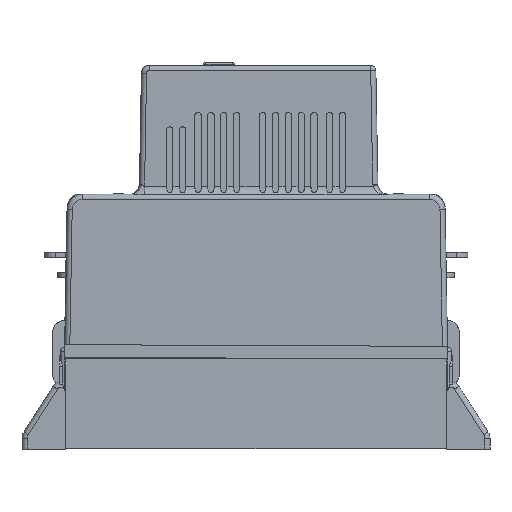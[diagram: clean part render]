
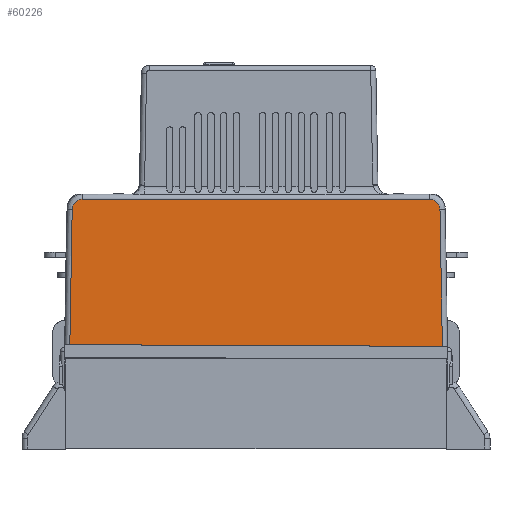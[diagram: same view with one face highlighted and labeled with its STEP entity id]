
A CAD part, left-side view. The second image highlights one B-rep face of the part: STEP entity #60226.
In plain terms, the highlighted planar face has unit normal (-1, 0, 0.018).
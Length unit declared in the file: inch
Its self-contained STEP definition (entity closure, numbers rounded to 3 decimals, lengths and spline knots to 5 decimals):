
#225 = CARTESIAN_POINT ( 'NONE',  ( -1.39436, 2.82274, -2.18074 ) ) ;
#1093 = CARTESIAN_POINT ( 'NONE',  ( -1.39201, -2.64416, -2.04587 ) ) ;
#1431 = CARTESIAN_POINT ( 'NONE',  ( -1.39296, 2.78522, -2.10064 ) ) ;
#2450 = CARTESIAN_POINT ( 'NONE',  ( -1.39246, -2.73061, -2.07172 ) ) ;
#6459 = DIRECTION ( 'NONE',  ( 0., 1., 0.004 ) ) ;
#7819 = CARTESIAN_POINT ( 'NONE',  ( -1.3925, 2.75547, -2.07389 ) ) ;
#8109 = CARTESIAN_POINT ( 'NONE',  ( -1.3921, 2.70672, -2.05117 ) ) ;
#8413 = CARTESIAN_POINT ( 'NONE',  ( -1.39319, 2.79494, -2.11346 ) ) ;
#8720 = CARTESIAN_POINT ( 'NONE',  ( -1.39321, 2.79574, -2.11462 ) ) ;
#8813 = B_SPLINE_CURVE_WITH_KNOTS ( 'NONE', 3,
 ( #52667, #31050, #10089, #82244, #89557, #16147, #67011, #60007, #23461, #16783, #60627, #30746, #9140, #16451, #67327, #23771, #74644, #67634, #81938, #2450, #89244, #45971, #33575, #40558, #18981, #47231, #84427, #47865, #76505, #83165 ),
 .UNSPECIFIED., .F., .F.,
 ( 4, 1, 1, 1, 2, 2, 2, 2, 2, 1, 1, 2, 2, 1, 1, 1, 2, 2, 4 ),
 ( 0., 0.125, 0.1875, 0.21875, 0.23438, 0.25, 0.375, 0.4375, 0.5, 0.5625, 0.59375, 0.60937, 0.625, 0.6875, 0.71875, 0.73437, 0.74219, 0.75, 1. ),
 .UNSPECIFIED. ) ;
#9140 = CARTESIAN_POINT ( 'NONE',  ( -1.39293, -2.76203, -2.09877 ) ) ;
#9918 = ORIENTED_EDGE ( 'NONE', *, *, #75426, .F. ) ;
#10062 = EDGE_CURVE ( 'NONE', #87054, #27869, #64334, .T. ) ;
#10089 = CARTESIAN_POINT ( 'NONE',  ( -1.39428, -2.79983, -2.17615 ) ) ;
#10609 = CARTESIAN_POINT ( 'NONE',  ( -1.43494, 2.86332, -4.50534 ) ) ;
#10948 = ORIENTED_EDGE ( 'NONE', *, *, #10062, .F. ) ;
#11150 = EDGE_CURVE ( 'NONE', #58176, #75894, #62025, .T. ) ;
#11242 = CARTESIAN_POINT ( 'NONE',  ( -1.43082, 2.8592, -4.26969 ) ) ;
#11359 = AXIS2_PLACEMENT_3D ( 'NONE', #75162, #82460, #38901 ) ;
#15112 = CARTESIAN_POINT ( 'NONE',  ( -1.3937, 2.81102, -2.14282 ) ) ;
#16035 = CARTESIAN_POINT ( 'NONE',  ( -1.39203, 2.69011, -2.04722 ) ) ;
#16147 = CARTESIAN_POINT ( 'NONE',  ( -1.39379, -2.79159, -2.148 ) ) ;
#16451 = CARTESIAN_POINT ( 'NONE',  ( -1.39286, -2.75834, -2.09476 ) ) ;
#16783 = CARTESIAN_POINT ( 'NONE',  ( -1.39338, -2.78092, -2.12456 ) ) ;
#18981 = CARTESIAN_POINT ( 'NONE',  ( -1.39221, -2.70402, -2.05769 ) ) ;
#22312 = CARTESIAN_POINT ( 'NONE',  ( -1.39471, -2.80161, -2.2006 ) ) ;
#22423 = CARTESIAN_POINT ( 'NONE',  ( -1.39403, 2.8188, -2.16167 ) ) ;
#22979 = DIRECTION ( 'NONE',  ( 0.017, 0.017, 1. ) ) ;
#23461 = CARTESIAN_POINT ( 'NONE',  ( -1.39354, -2.78581, -2.13374 ) ) ;
#23771 = CARTESIAN_POINT ( 'NONE',  ( -1.39264, -2.74477, -2.08198 ) ) ;
#27869 = VERTEX_POINT ( 'NONE', #11242 ) ;
#30013 = CARTESIAN_POINT ( 'NONE',  ( -1.39367, 2.81022, -2.14095 ) ) ;
#30625 = CARTESIAN_POINT ( 'NONE',  ( -1.39226, 2.73276, -2.06051 ) ) ;
#30740 = EDGE_CURVE ( 'NONE', #87054, #79340, #94131, .T. ) ;
#30746 = CARTESIAN_POINT ( 'NONE',  ( -1.39307, -2.76884, -2.107 ) ) ;
#31050 = CARTESIAN_POINT ( 'NONE',  ( -1.39454, -2.80144, -2.19071 ) ) ;
#31823 = CARTESIAN_POINT ( 'NONE',  ( -1.39201, 2.66563, -2.04587 ) ) ;
#31893 = DIRECTION ( 'NONE',  ( 0.017, -0.017, 1. ) ) ;
#32530 = ORIENTED_EDGE ( 'NONE', *, *, #67489, .T. ) ;
#33575 = CARTESIAN_POINT ( 'NONE',  ( -1.39226, -2.71008, -2.06029 ) ) ;
#35419 = CARTESIAN_POINT ( 'NONE',  ( -1.43126, -2.83817, -4.29474 ) ) ;
#36708 = CARTESIAN_POINT ( 'NONE',  ( -1.39364, 2.80943, -2.13914 ) ) ;
#37032 = CARTESIAN_POINT ( 'NONE',  ( -1.39214, 2.71491, -2.05374 ) ) ;
#37689 = DIRECTION ( 'NONE',  ( 0., 1., 0. ) ) ;
#38901 = DIRECTION ( 'NONE',  ( -0.017, 0.004, -1. ) ) ;
#40373 = VECTOR ( 'NONE', #6459, 39.37008 ) ;
#40558 = CARTESIAN_POINT ( 'NONE',  ( -1.39223, -2.70585, -2.05845 ) ) ;
#41884 = VECTOR ( 'NONE', #22979, 39.37008 ) ;
#42651 = CARTESIAN_POINT ( 'NONE',  ( -1.43126, -2.83817, -4.29474 ) ) ;
#42770 = ORIENTED_EDGE ( 'NONE', *, *, #30740, .T. ) ;
#43695 = CARTESIAN_POINT ( 'NONE',  ( -1.39369, 2.81074, -2.14217 ) ) ;
#44015 = CARTESIAN_POINT ( 'NONE',  ( -1.39255, 2.75979, -2.077 ) ) ;
#44323 = CARTESIAN_POINT ( 'NONE',  ( -1.39201, 2.67552, -2.04587 ) ) ;
#44940 = CARTESIAN_POINT ( 'NONE',  ( -1.39315, 2.79339, -2.11126 ) ) ;
#45843 = ORIENTED_EDGE ( 'NONE', *, *, #11150, .T. ) ;
#45971 = CARTESIAN_POINT ( 'NONE',  ( -1.39233, -2.71835, -2.06427 ) ) ;
#47231 = CARTESIAN_POINT ( 'NONE',  ( -1.39221, -2.7028, -2.05719 ) ) ;
#47865 = CARTESIAN_POINT ( 'NONE',  ( -1.39207, -2.68316, -2.04948 ) ) ;
#50519 = CARTESIAN_POINT ( 'NONE',  ( -1.39471, 2.82309, -2.2006 ) ) ;
#51017 = CARTESIAN_POINT ( 'NONE',  ( -1.39471, 2.82309, -2.2006 ) ) ;
#52242 = CARTESIAN_POINT ( 'NONE',  ( -1.39286, 2.77981, -2.09476 ) ) ;
#52667 = CARTESIAN_POINT ( 'NONE',  ( -1.39471, -2.80161, -2.2006 ) ) ;
#54005 = FACE_OUTER_BOUND ( 'NONE', #54641, .T. ) ;
#54641 = EDGE_LOOP ( 'NONE', ( #32530, #9918, #10948, #42770, #60342, #45843 ) ) ;
#58176 = VERTEX_POINT ( 'NONE', #1093 ) ;
#58347 = CARTESIAN_POINT ( 'NONE',  ( -1.39342, 2.8034, -2.12674 ) ) ;
#58661 = CARTESIAN_POINT ( 'NONE',  ( -1.39267, 2.76813, -2.08368 ) ) ;
#59772 = VECTOR ( 'NONE', #31893, 39.37008 ) ;
#60007 = CARTESIAN_POINT ( 'NONE',  ( -1.39373, -2.79027, -2.1446 ) ) ;
#60226 = ADVANCED_FACE ( 'NONE', ( #54005 ), #67862, .T. ) ;
#60342 = ORIENTED_EDGE ( 'NONE', *, *, #74895, .T. ) ;
#60627 = CARTESIAN_POINT ( 'NONE',  ( -1.39315, -2.77203, -2.11127 ) ) ;
#62025 = LINE ( 'NONE', #67568, #93835 ) ;
#64334 = LINE ( 'NONE', #42651, #40373 ) ;
#65968 = CARTESIAN_POINT ( 'NONE',  ( -1.39201, 2.66563, -2.04587 ) ) ;
#66282 = CARTESIAN_POINT ( 'NONE',  ( -1.39217, 2.7184, -2.05497 ) ) ;
#66896 = CARTESIAN_POINT ( 'NONE',  ( -1.39309, 2.79101, -2.108 ) ) ;
#67011 = CARTESIAN_POINT ( 'NONE',  ( -1.39375, -2.79071, -2.14569 ) ) ;
#67327 = CARTESIAN_POINT ( 'NONE',  ( -1.39273, -2.75074, -2.08729 ) ) ;
#67454 = CARTESIAN_POINT ( 'NONE',  ( -1.43126, -2.83817, -4.29474 ) ) ;
#67489 = EDGE_CURVE ( 'NONE', #75894, #76198, #78607, .T. ) ;
#67568 = CARTESIAN_POINT ( 'NONE',  ( -1.39201, -2.64416, -2.04587 ) ) ;
#67634 = CARTESIAN_POINT ( 'NONE',  ( -1.3925, -2.734, -2.07401 ) ) ;
#67862 = PLANE ( 'NONE',  #11359 ) ;
#74213 = CARTESIAN_POINT ( 'NONE',  ( -1.39218, 2.72072, -2.05582 ) ) ;
#74644 = CARTESIAN_POINT ( 'NONE',  ( -1.39254, -2.7373, -2.07632 ) ) ;
#74895 = EDGE_CURVE ( 'NONE', #79340, #58176, #8813, .T. ) ;
#75162 = CARTESIAN_POINT ( 'NONE',  ( -1.4367, -2.92233, -4.6063 ) ) ;
#75426 = EDGE_CURVE ( 'NONE', #27869, #76198, #79145, .T. ) ;
#75894 = VERTEX_POINT ( 'NONE', #31823 ) ;
#76198 = VERTEX_POINT ( 'NONE', #50519 ) ;
#76505 = CARTESIAN_POINT ( 'NONE',  ( -1.39201, -2.66402, -2.04587 ) ) ;
#78607 = B_SPLINE_CURVE_WITH_KNOTS ( 'NONE', 3,
 ( #65968, #44323, #16035, #8109, #37032, #66282, #74213, #87604, #30625, #87906, #7819, #44015, #58661, #81510, #52242, #1431, #66896, #44940, #8413, #8720, #80261, #58347, #87286, #36708, #30013, #43695, #15112, #22423, #225, #51017 ),
 .UNSPECIFIED., .F., .F.,
 ( 4, 1, 1, 1, 2, 2, 2, 2, 2, 1, 1, 2, 2, 1, 1, 1, 2, 2, 4 ),
 ( 0., 0.125, 0.1875, 0.21875, 0.23438, 0.25, 0.375, 0.4375, 0.5, 0.5625, 0.59375, 0.60938, 0.625, 0.6875, 0.71875, 0.73438, 0.74219, 0.75, 1. ),
 .UNSPECIFIED. ) ;
#79145 = LINE ( 'NONE', #10609, #59772 ) ;
#79340 = VERTEX_POINT ( 'NONE', #22312 ) ;
#80261 = CARTESIAN_POINT ( 'NONE',  ( -1.3933, 2.79937, -2.12003 ) ) ;
#81510 = CARTESIAN_POINT ( 'NONE',  ( -1.39273, 2.77221, -2.0873 ) ) ;
#81938 = CARTESIAN_POINT ( 'NONE',  ( -1.39247, -2.73177, -2.07249 ) ) ;
#82244 = CARTESIAN_POINT ( 'NONE',  ( -1.39399, -2.79559, -2.15962 ) ) ;
#82460 = DIRECTION ( 'NONE',  ( -1., 0., 0.017 ) ) ;
#83165 = CARTESIAN_POINT ( 'NONE',  ( -1.39201, -2.64416, -2.04587 ) ) ;
#84427 = CARTESIAN_POINT ( 'NONE',  ( -1.3922, -2.70214, -2.05693 ) ) ;
#87054 = VERTEX_POINT ( 'NONE', #35419 ) ;
#87286 = CARTESIAN_POINT ( 'NONE',  ( -1.39356, 2.80752, -2.13494 ) ) ;
#87604 = CARTESIAN_POINT ( 'NONE',  ( -1.39219, 2.72182, -2.05623 ) ) ;
#87906 = CARTESIAN_POINT ( 'NONE',  ( -1.39235, 2.74203, -2.06524 ) ) ;
#89244 = CARTESIAN_POINT ( 'NONE',  ( -1.3924, -2.72513, -2.06818 ) ) ;
#89557 = CARTESIAN_POINT ( 'NONE',  ( -1.39385, -2.79288, -2.15147 ) ) ;
#93835 = VECTOR ( 'NONE', #37689, 39.37008 ) ;
#94131 = LINE ( 'NONE', #67454, #41884 ) ;
